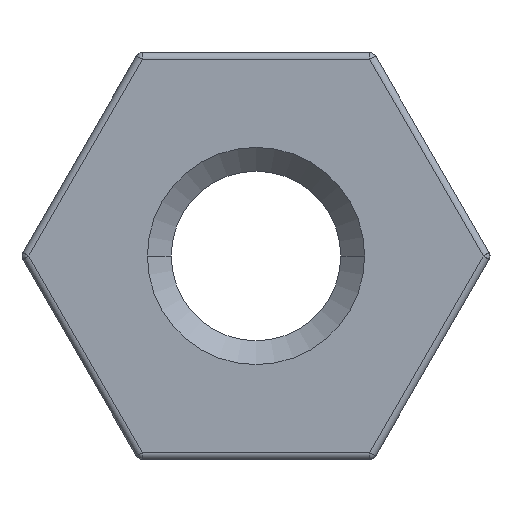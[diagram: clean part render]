
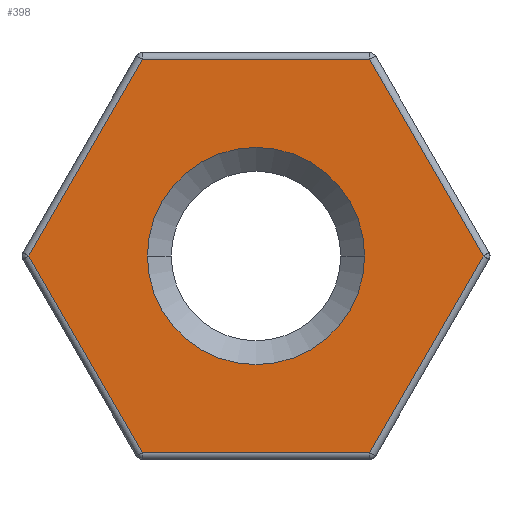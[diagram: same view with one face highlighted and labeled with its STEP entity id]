
A CAD part, left-side view. The second image highlights one B-rep face of the part: STEP entity #398.
In plain terms, the highlighted planar face has unit normal (-1, 0, 0).
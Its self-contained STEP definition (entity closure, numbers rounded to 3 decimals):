
#27 = AXIS2_PLACEMENT_3D ( 'NONE', #991, #1097, #1095 ) ;
#60 = DIRECTION ( 'NONE',  ( 0., 1., 0. ) ) ;
#73 = LINE ( 'NONE', #774, #350 ) ;
#74 = EDGE_CURVE ( 'NONE', #970, #951, #456, .T. ) ;
#85 = DIRECTION ( 'NONE',  ( 1., 0., 0. ) ) ;
#118 = CARTESIAN_POINT ( 'NONE',  ( 0., 0., 0. ) ) ;
#151 = EDGE_CURVE ( 'NONE', #621, #539, #73, .T. ) ;
#153 = FACE_OUTER_BOUND ( 'NONE', #865, .T. ) ;
#172 = EDGE_CURVE ( 'NONE', #723, #621, #330, .T. ) ;
#173 = EDGE_CURVE ( 'NONE', #771, #987, #325, .T. ) ;
#190 = EDGE_CURVE ( 'NONE', #951, #970, #301, .T. ) ;
#195 = CARTESIAN_POINT ( 'NONE',  ( 0., -1.674, -2.9 ) ) ;
#203 = EDGE_CURVE ( 'NONE', #539, #918, #284, .T. ) ;
#212 = EDGE_CURVE ( 'NONE', #918, #771, #261, .T. ) ;
#220 = EDGE_CURVE ( 'NONE', #987, #723, #1229, .T. ) ;
#243 = VECTOR ( 'NONE', #424, 1000. ) ;
#261 = LINE ( 'NONE', #368, #1265 ) ;
#268 = VECTOR ( 'NONE', #397, 1000. ) ;
#284 = LINE ( 'NONE', #399, #268 ) ;
#297 = CARTESIAN_POINT ( 'NONE',  ( 0., 3.349, 0. ) ) ;
#299 = CARTESIAN_POINT ( 'NONE',  ( 0., 1.674, -2.9 ) ) ;
#301 = CIRCLE ( 'NONE', #675, 1.6 ) ;
#314 = VECTOR ( 'NONE', #672, 1000. ) ;
#319 = FACE_BOUND ( 'NONE', #690, .T. ) ;
#322 = VECTOR ( 'NONE', #705, 1000. ) ;
#325 = LINE ( 'NONE', #676, #314 ) ;
#330 = LINE ( 'NONE', #689, #322 ) ;
#350 = VECTOR ( 'NONE', #769, 1000. ) ;
#363 = DIRECTION ( 'NONE',  ( 0., -1., 0. ) ) ;
#368 = CARTESIAN_POINT ( 'NONE',  ( 0., 0., -2.9 ) ) ;
#378 = CARTESIAN_POINT ( 'NONE',  ( 0., -2.511, 1.45 ) ) ;
#397 = DIRECTION ( 'NONE',  ( 0., -0.5, -0.866 ) ) ;
#398 = ADVANCED_FACE ( 'NONE', ( #153, #319 ), #1201, .F. ) ;
#399 = CARTESIAN_POINT ( 'NONE',  ( 0., 2.511, -1.45 ) ) ;
#424 = DIRECTION ( 'NONE',  ( 0., 0.5, 0.866 ) ) ;
#447 = DIRECTION ( 'NONE',  ( 0., 1., 0. ) ) ;
#452 = DIRECTION ( 'NONE',  ( 1., 0., 0. ) ) ;
#455 = CARTESIAN_POINT ( 'NONE',  ( 0., 0., 0. ) ) ;
#456 = CIRCLE ( 'NONE', #27, 1.6 ) ;
#461 = CARTESIAN_POINT ( 'NONE',  ( 0., -1.674, 2.9 ) ) ;
#539 = VERTEX_POINT ( 'NONE', #297 ) ;
#603 = ORIENTED_EDGE ( 'NONE', *, *, #151, .T. ) ;
#621 = VERTEX_POINT ( 'NONE', #1121 ) ;
#652 = CARTESIAN_POINT ( 'NONE',  ( 0., 1.6, 0. ) ) ;
#672 = DIRECTION ( 'NONE',  ( 0., -0.5, 0.866 ) ) ;
#675 = AXIS2_PLACEMENT_3D ( 'NONE', #455, #452, #447 ) ;
#676 = CARTESIAN_POINT ( 'NONE',  ( 0., -2.511, -1.45 ) ) ;
#689 = CARTESIAN_POINT ( 'NONE',  ( 0., 0., 2.9 ) ) ;
#690 = EDGE_LOOP ( 'NONE', ( #732, #886 ) ) ;
#705 = DIRECTION ( 'NONE',  ( 0., 1., 0. ) ) ;
#723 = VERTEX_POINT ( 'NONE', #461 ) ;
#732 = ORIENTED_EDGE ( 'NONE', *, *, #74, .T. ) ;
#768 = CARTESIAN_POINT ( 'NONE',  ( 0., -3.349, 0. ) ) ;
#769 = DIRECTION ( 'NONE',  ( 0., 0.5, -0.866 ) ) ;
#771 = VERTEX_POINT ( 'NONE', #195 ) ;
#773 = ORIENTED_EDGE ( 'NONE', *, *, #203, .T. ) ;
#774 = CARTESIAN_POINT ( 'NONE',  ( 0., 2.511, 1.45 ) ) ;
#810 = ORIENTED_EDGE ( 'NONE', *, *, #220, .T. ) ;
#865 = EDGE_LOOP ( 'NONE', ( #810, #988, #603, #773, #929, #923 ) ) ;
#886 = ORIENTED_EDGE ( 'NONE', *, *, #190, .T. ) ;
#918 = VERTEX_POINT ( 'NONE', #299 ) ;
#923 = ORIENTED_EDGE ( 'NONE', *, *, #173, .T. ) ;
#929 = ORIENTED_EDGE ( 'NONE', *, *, #212, .T. ) ;
#951 = VERTEX_POINT ( 'NONE', #1057 ) ;
#970 = VERTEX_POINT ( 'NONE', #652 ) ;
#981 = AXIS2_PLACEMENT_3D ( 'NONE', #118, #85, #60 ) ;
#987 = VERTEX_POINT ( 'NONE', #768 ) ;
#988 = ORIENTED_EDGE ( 'NONE', *, *, #172, .T. ) ;
#991 = CARTESIAN_POINT ( 'NONE',  ( 0., 0., 0. ) ) ;
#1057 = CARTESIAN_POINT ( 'NONE',  ( 0., -1.6, 0. ) ) ;
#1095 = DIRECTION ( 'NONE',  ( 0., 1., 0. ) ) ;
#1097 = DIRECTION ( 'NONE',  ( 1., 0., 0. ) ) ;
#1121 = CARTESIAN_POINT ( 'NONE',  ( 0., 1.674, 2.9 ) ) ;
#1201 = PLANE ( 'NONE',  #981 ) ;
#1229 = LINE ( 'NONE', #378, #243 ) ;
#1265 = VECTOR ( 'NONE', #363, 1000. ) ;
